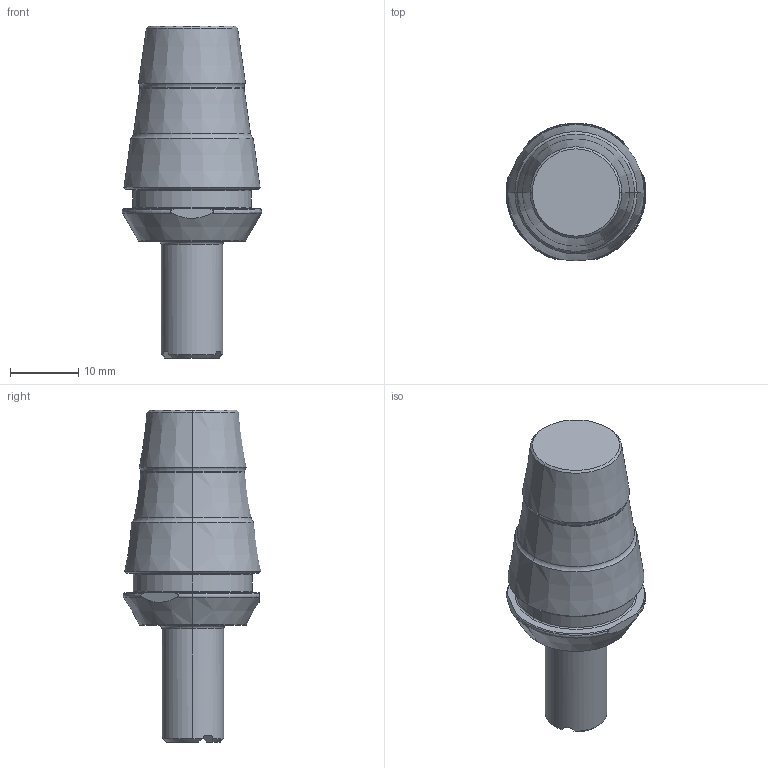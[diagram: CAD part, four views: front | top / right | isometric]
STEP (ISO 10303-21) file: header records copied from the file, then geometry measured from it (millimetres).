
FILE_DESCRIPTION(/* description */ (''),/* implementation_level */ '2;1');
FILE_NAME(/* name */ '1498827436801.stp',/* time_stamp */ '2017-06-30T14:57:21+02:00',/* author */ (''),/* organization */ ('SMS'),/* preprocessor_version */ 'ST-DEVELOPER v15',/* originating_system */ 'SIEMENS PLM Software NX 8.5',/* authorisation */ '');
FILE_SCHEMA (('AUTOMOTIVE_DESIGN { 1 0 10303 214 3 1 1 1 }'));
Length unit declared in the file: millimetre
Products named in the file (1): 201101207MOD000_01
Bounding box: 20.45 x 20.15 x 48.55 mm (x, y, z)
Volume: 8036.9 mm3; surface area: 2765.2 mm2
Topology: 1 solids, 1 shells, 69 faces, 167 edges, 101 vertices
Faces by surface type: cone 26, plane 19, torus 18, cylinder 6
Entity records: 2220 total; most frequent: CARTESIAN_POINT 588, DIRECTION 359, ORIENTED_EDGE 330, EDGE_CURVE 165, AXIS2_PLACEMENT_3D 160, VERTEX_POINT 101, CIRCLE 87, EDGE_LOOP 72
